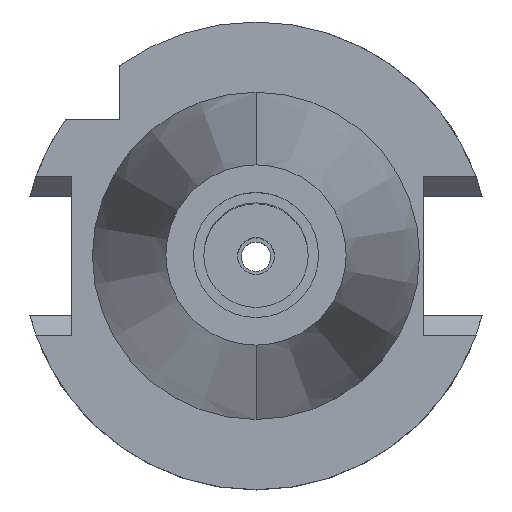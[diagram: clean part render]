
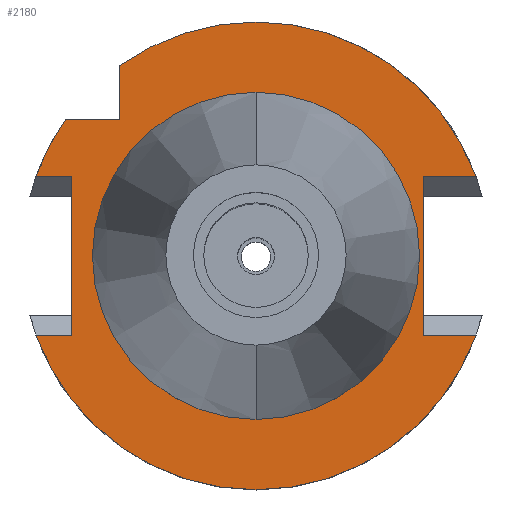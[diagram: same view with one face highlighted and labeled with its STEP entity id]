
A CAD part, top view. The second image highlights one B-rep face of the part: STEP entity #2180.
In plain terms, the highlighted planar face has unit normal (0, 0, 1).
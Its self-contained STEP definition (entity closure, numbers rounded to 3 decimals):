
#444=DIRECTION('',(0.,-1.,0.));
#445=VECTOR('',#444,7.334);
#446=CARTESIAN_POINT('',(-18.5,25.834,-1.));
#447=LINE('',#446,#445);
#593=DIRECTION('',(0.,-1.,0.));
#594=VECTOR('',#593,21.5);
#595=CARTESIAN_POINT('',(-25.,10.75,-1.));
#596=LINE('',#595,#594);
#666=DIRECTION('',(-1.,0.,0.));
#667=VECTOR('',#666,7.334);
#668=CARTESIAN_POINT('',(-18.5,18.5,-1.));
#669=LINE('',#668,#667);
#690=CARTESIAN_POINT('',(0.,0.,-1.));
#691=DIRECTION('',(0.,0.,-1.));
#692=DIRECTION('',(-0.582,0.813,0.));
#693=AXIS2_PLACEMENT_3D('',#690,#691,#692);
#698=CARTESIAN_POINT('',(0.,0.,-1.));
#699=DIRECTION('',(0.,0.,-1.));
#700=DIRECTION('',(0.,1.,0.));
#701=AXIS2_PLACEMENT_3D('',#698,#699,#700);
#706=DIRECTION('',(0.,-1.,0.));
#707=VECTOR('',#706,21.5);
#708=CARTESIAN_POINT('',(22.7,10.75,-1.));
#709=LINE('',#708,#707);
#713=DIRECTION('',(1.,0.,0.));
#714=VECTOR('',#713,7.201);
#715=CARTESIAN_POINT('',(22.7,-10.75,-1.));
#716=LINE('',#715,#714);
#720=CARTESIAN_POINT('',(0.,0.,-1.));
#721=DIRECTION('',(0.,0.,-1.));
#722=DIRECTION('',(0.941,-0.338,0.));
#723=AXIS2_PLACEMENT_3D('',#720,#721,#722);
#728=CARTESIAN_POINT('',(0.,0.,-1.));
#729=DIRECTION('',(0.,0.,-1.));
#730=DIRECTION('',(0.,-1.,0.));
#731=AXIS2_PLACEMENT_3D('',#728,#729,#730);
#736=DIRECTION('',(-1.,0.,0.));
#737=VECTOR('',#736,4.901);
#738=CARTESIAN_POINT('',(-25.,10.75,-1.));
#739=LINE('',#738,#737);
#743=CARTESIAN_POINT('',(0.,0.,-1.));
#744=DIRECTION('',(0.,0.,-1.));
#745=DIRECTION('',(-0.941,0.338,0.));
#746=AXIS2_PLACEMENT_3D('',#743,#744,#745);
#751=CARTESIAN_POINT('',(0.,0.,-1.));
#752=DIRECTION('',(0.,0.,1.));
#753=DIRECTION('',(0.,-1.,0.));
#754=AXIS2_PLACEMENT_3D('',#751,#752,#753);
#759=CARTESIAN_POINT('',(0.,0.,-1.));
#760=DIRECTION('',(0.,0.,1.));
#761=DIRECTION('',(0.,1.,0.));
#762=AXIS2_PLACEMENT_3D('',#759,#760,#761);
#784=CARTESIAN_POINT('',(29.901,10.75,-1.));
#940=DIRECTION('',(1.,0.,0.));
#941=VECTOR('',#940,7.201);
#942=CARTESIAN_POINT('',(22.7,10.75,-1.));
#943=LINE('',#942,#941);
#950=CARTESIAN_POINT('',(-29.901,-10.75,-1.));
#984=DIRECTION('',(-1.,0.,0.));
#985=VECTOR('',#984,4.901);
#986=CARTESIAN_POINT('',(-25.,-10.75,-1.));
#987=LINE('',#986,#985);
#1421=CARTESIAN_POINT('',(-18.5,25.834,-1.));
#1422=VERTEX_POINT('',#1421);
#1423=CARTESIAN_POINT('',(-18.5,18.5,-1.));
#1424=VERTEX_POINT('',#1423);
#1454=CARTESIAN_POINT('',(-25.,10.75,-1.));
#1455=VERTEX_POINT('',#1454);
#1456=CARTESIAN_POINT('',(-25.,-10.75,-1.));
#1457=VERTEX_POINT('',#1456);
#1514=VERTEX_POINT('',#950);
#1515=CARTESIAN_POINT('',(0.,-31.775,-1.));
#1516=VERTEX_POINT('',#1515);
#1517=CARTESIAN_POINT('',(29.901,-10.75,-1.));
#1518=VERTEX_POINT('',#1517);
#1522=VERTEX_POINT('',#784);
#1523=CARTESIAN_POINT('',(0.,31.775,-1.));
#1524=VERTEX_POINT('',#1523);
#1525=CARTESIAN_POINT('',(-25.834,18.5,-1.));
#1526=VERTEX_POINT('',#1525);
#1527=CARTESIAN_POINT('',(-29.901,10.75,-1.));
#1528=VERTEX_POINT('',#1527);
#1529=CARTESIAN_POINT('',(22.7,10.75,-1.));
#1530=VERTEX_POINT('',#1529);
#1531=CARTESIAN_POINT('',(22.7,-10.75,-1.));
#1532=VERTEX_POINT('',#1531);
#1533=CARTESIAN_POINT('',(0.,-22.225,-1.));
#1534=CARTESIAN_POINT('',(0.,22.225,-1.));
#1535=VERTEX_POINT('',#1533);
#1536=VERTEX_POINT('',#1534);
#2145=CARTESIAN_POINT('',(0.,0.,-1.));
#2146=DIRECTION('',(0.,0.,-1.));
#2147=DIRECTION('',(0.,-1.,0.));
#2148=AXIS2_PLACEMENT_3D('',#2145,#2146,#2147);
#2149=PLANE('',#2148);
#2150=ORIENTED_EDGE('',*,*,#1925,.F.);
#2152=ORIENTED_EDGE('',*,*,#2151,.T.);
#2154=ORIENTED_EDGE('',*,*,#2153,.T.);
#2156=ORIENTED_EDGE('',*,*,#2155,.F.);
#2157=ORIENTED_EDGE('',*,*,#1985,.T.);
#2159=ORIENTED_EDGE('',*,*,#2158,.T.);
#2161=ORIENTED_EDGE('',*,*,#2160,.T.);
#2163=ORIENTED_EDGE('',*,*,#2162,.T.);
#2165=ORIENTED_EDGE('',*,*,#2164,.F.);
#2166=ORIENTED_EDGE('',*,*,#2072,.F.);
#2168=ORIENTED_EDGE('',*,*,#2167,.T.);
#2170=ORIENTED_EDGE('',*,*,#2169,.T.);
#2171=ORIENTED_EDGE('',*,*,#2127,.F.);
#2172=EDGE_LOOP('',(#2150,#2152,#2154,#2156,#2157,#2159,#2161,#2163,#2165,#2166,
#2168,#2170,#2171));
#2173=FACE_OUTER_BOUND('',#2172,.F.);
#2175=ORIENTED_EDGE('',*,*,#2174,.T.);
#2177=ORIENTED_EDGE('',*,*,#2176,.T.);
#2178=EDGE_LOOP('',(#2175,#2177));
#2179=FACE_BOUND('',#2178,.F.);
#694=CIRCLE('',#693,31.775);
#702=CIRCLE('',#701,31.775);
#724=CIRCLE('',#723,31.775);
#732=CIRCLE('',#731,31.775);
#747=CIRCLE('',#746,31.775);
#755=CIRCLE('',#754,22.225);
#763=CIRCLE('',#762,22.225);
#1925=EDGE_CURVE('',#1422,#1424,#447,.T.);
#1985=EDGE_CURVE('',#1530,#1532,#709,.T.);
#2072=EDGE_CURVE('',#1455,#1457,#596,.T.);
#2127=EDGE_CURVE('',#1424,#1526,#669,.T.);
#2151=EDGE_CURVE('',#1422,#1524,#694,.T.);
#2153=EDGE_CURVE('',#1524,#1522,#702,.T.);
#2155=EDGE_CURVE('',#1530,#1522,#943,.T.);
#2158=EDGE_CURVE('',#1532,#1518,#716,.T.);
#2160=EDGE_CURVE('',#1518,#1516,#724,.T.);
#2162=EDGE_CURVE('',#1516,#1514,#732,.T.);
#2164=EDGE_CURVE('',#1457,#1514,#987,.T.);
#2167=EDGE_CURVE('',#1455,#1528,#739,.T.);
#2169=EDGE_CURVE('',#1528,#1526,#747,.T.);
#2174=EDGE_CURVE('',#1535,#1536,#755,.T.);
#2176=EDGE_CURVE('',#1536,#1535,#763,.T.);
#2180=ADVANCED_FACE('',(#2173,#2179),#2149,.F.);
